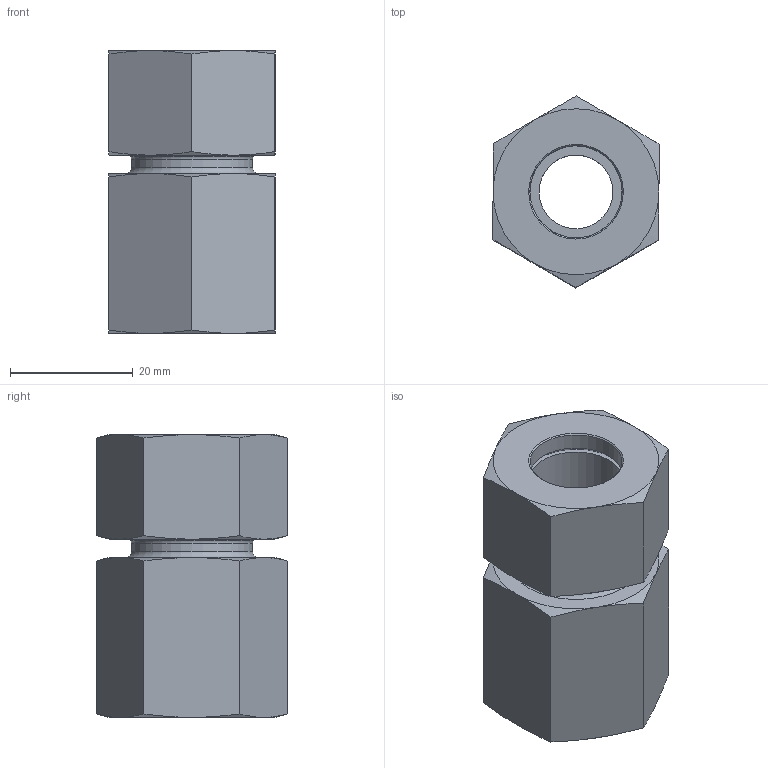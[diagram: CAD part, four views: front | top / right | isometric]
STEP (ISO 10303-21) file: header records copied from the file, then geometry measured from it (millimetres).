
FILE_DESCRIPTION((''),'2;1');
FILE_NAME('7191154822.stp','2014-08-27T16:01:22',(''),('KNOMI spol. s r. o.'),'Autodesk Inventor 2012','Autodesk Inventor 2012','');
FILE_SCHEMA(('AUTOMOTIVE_DESIGN { 1 2 10303 214 0 1 1 1 }'));
Length unit declared in the file: millimetre
Products named in the file (4): PRIR2K 15LR G1/2"-M22; 7181154822; 3911522; 40115
Assembly tree (3 placements, depth 2):
  PRIR2K 15LR G1/2"-M22
    7181154822
    3911522
    40115
Bounding box: 27.05 x 31.18 x 46 mm (x, y, z)
Volume: 19133.5 mm3; surface area: 10635.1 mm2
Topology: 3 solids, 3 shells, 70 faces, 150 edges, 89 vertices
Faces by surface type: cone 36, plane 21, cylinder 10, torus 3
Full cylindrical faces by diameter (mm): 12 x1, 15 x3, 17.3 x1, 18.631 x1, 19.7 x1, 20 x1, 20.376 x1, 22 x1
Entity records: 1815 total; most frequent: CARTESIAN_POINT 369, DIRECTION 278, ORIENTED_EDGE 232, AXIS2_PLACEMENT_3D 133, EDGE_CURVE 116, EDGE_LOOP 104, VERTEX_POINT 80, STYLED_ITEM 73
